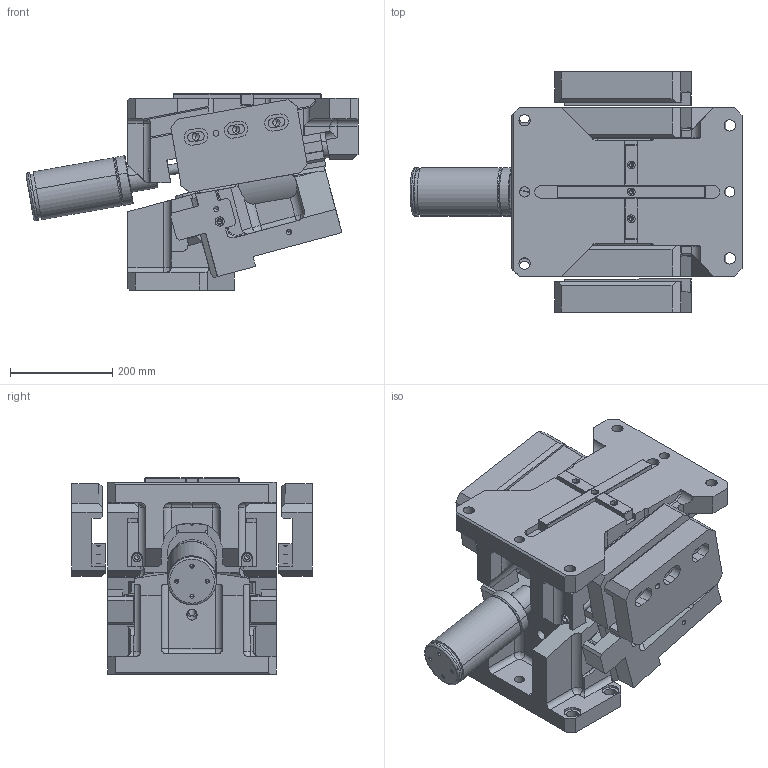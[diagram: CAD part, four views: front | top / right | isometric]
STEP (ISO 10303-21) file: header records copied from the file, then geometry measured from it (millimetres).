
FILE_DESCRIPTION(('CATIA V5 STEP Exchange','CAx-IF Rec.Pracs.--- Model Styling and Organization---1.4--- 2014-01-23'),'2;1');
FILE_NAME('KS_OT_0330_75__IND_08__23392__SCHIEBERADAPTER_PART__2014_11_25__SCHWER.stp','2017-10-27T07:11:15+00:00',('none'),('none'),'CATIA Version 5-6 Release 2016 SP3 HF35','CATIA V5 STEP AP203 WITH EXTENSIONS','none');
FILE_SCHEMA(('CONFIG_CONTROL_DESIGN','SHAPE_APPEARANCE_LAYER_MIM'));
Length unit declared in the file: millimetre
Products named in the file (1): KS_OT_0330_75__IND_08__23392__SCHIEBERADAPTER_PART__2014_11_25__SCHWER
Bounding box: 649.03 x 470 x 384 mm (x, y, z)
Volume: 35586610.2 mm3; surface area: 2199917.5 mm2
Topology: 7 solids, 11 shells, 1386 faces, 3594 edges, 2260 vertices
Faces by surface type: plane 624, cylinder 568, cone 112, torus 54, bspline 10, revolution 10, extrusion 4, sphere 4
Entity records: 41181 total; most frequent: CARTESIAN_POINT 10142, ORIENTED_EDGE 6958, DIRECTION 5053, EDGE_CURVE 3479, VERTEX_POINT 2254, AXIS2_PLACEMENT_3D 2130, VECTOR 1941, LINE 1937
